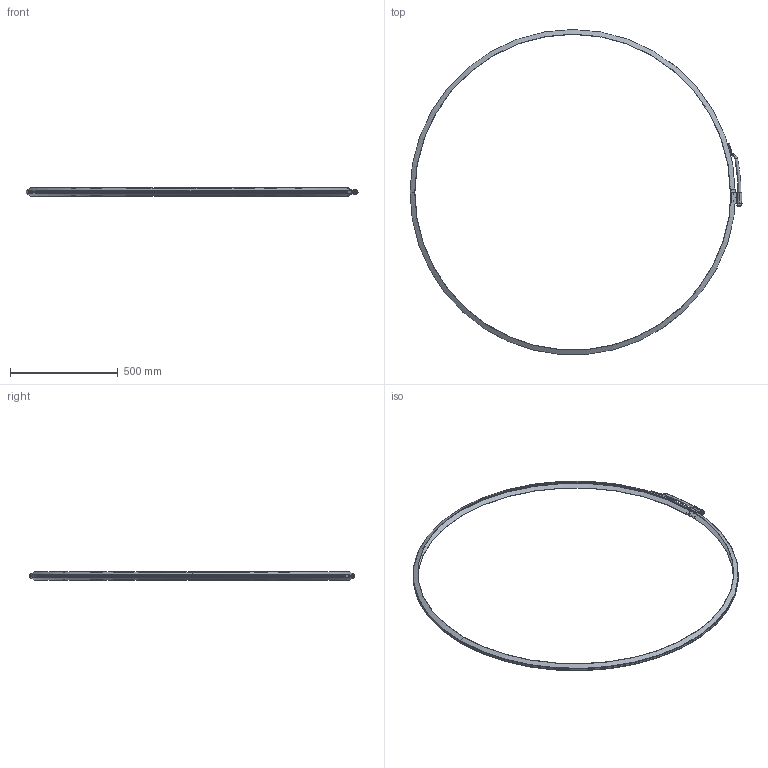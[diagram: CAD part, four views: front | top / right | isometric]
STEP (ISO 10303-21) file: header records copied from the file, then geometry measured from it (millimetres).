
FILE_DESCRIPTION(/* description */ (''),/* implementation_level */ '2;1');
FILE_NAME(/* name */ 'B06A-1020_SR_1400.stp',/* time_stamp */ '2018-03-07T11:02:48+01:00',/* author */ (''),/* organization */ (''),/* preprocessor_version */ 'ST-DEVELOPER v11',/* originating_system */ 'SIEMENS UGS NX 6.0',/* authorisation */ '');
FILE_SCHEMA (('CONFIG_CONTROL_DESIGN'));
Length unit declared in the file: millimetre
Products named in the file (1): perlFC8B7h7i
Bounding box: 1540.7 x 1508.29 x 37.98 mm (x, y, z)
Volume: 477107.8 mm3; surface area: 609713.1 mm2
Topology: 5 solids, 5 shells, 170 faces, 414 edges, 260 vertices
Faces by surface type: plane 48, cylinder 36, cone 35, bspline 28, torus 14, sphere 9
Full cylindrical faces by diameter (mm): 10.106 x2, 12 x1, 26 x2
Entity records: 5599 total; most frequent: CARTESIAN_POINT 1971, ORIENTED_EDGE 720, DIRECTION 710, EDGE_CURVE 360, AXIS2_PLACEMENT_3D 298, VERTEX_POINT 233, EDGE_LOOP 209, ADVANCED_FACE 170
